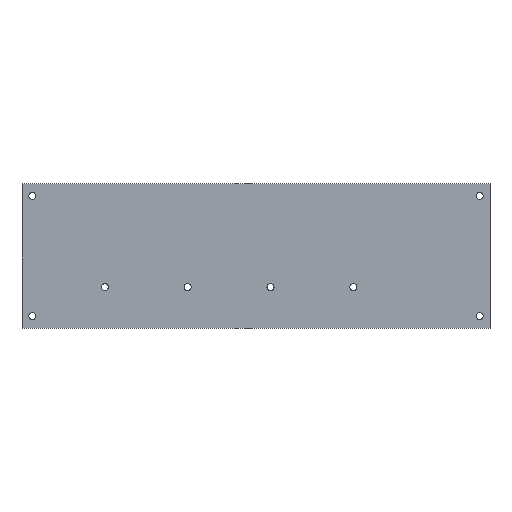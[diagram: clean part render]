
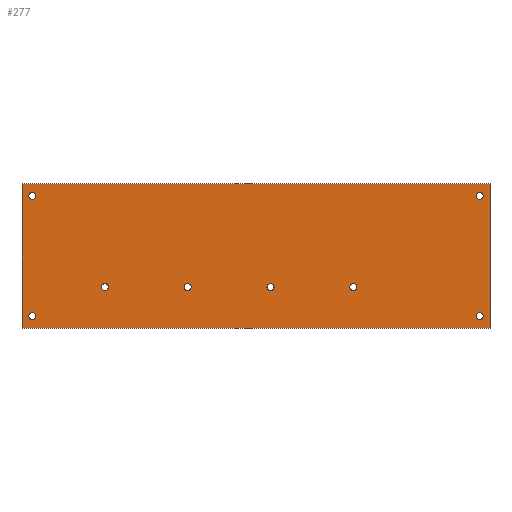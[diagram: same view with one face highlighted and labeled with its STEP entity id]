
A CAD part, top view. The second image highlights one B-rep face of the part: STEP entity #277.
In plain terms, the highlighted planar face has unit normal (0, 0, 1).
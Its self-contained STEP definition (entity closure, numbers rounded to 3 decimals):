
#23=FACE_BOUND('',#70,.T.);
#24=FACE_BOUND('',#71,.T.);
#25=FACE_BOUND('',#72,.T.);
#26=FACE_BOUND('',#73,.T.);
#27=FACE_BOUND('',#74,.T.);
#28=FACE_BOUND('',#75,.T.);
#29=FACE_BOUND('',#76,.T.);
#30=FACE_BOUND('',#77,.T.);
#39=CIRCLE('',#306,1.65);
#40=CIRCLE('',#307,1.65);
#41=CIRCLE('',#308,1.7);
#42=CIRCLE('',#309,1.7);
#43=CIRCLE('',#310,1.7);
#44=CIRCLE('',#311,1.7);
#45=CIRCLE('',#312,1.65);
#46=CIRCLE('',#313,1.65);
#55=FACE_OUTER_BOUND('',#69,.T.);
#69=EDGE_LOOP('',(#199,#200,#201,#202));
#70=EDGE_LOOP('',(#203));
#71=EDGE_LOOP('',(#204));
#72=EDGE_LOOP('',(#205));
#73=EDGE_LOOP('',(#206));
#74=EDGE_LOOP('',(#207));
#75=EDGE_LOOP('',(#208));
#76=EDGE_LOOP('',(#209));
#77=EDGE_LOOP('',(#210));
#99=LINE('',#421,#119);
#100=LINE('',#423,#120);
#101=LINE('',#425,#121);
#102=LINE('',#426,#122);
#119=VECTOR('',#339,1000.);
#120=VECTOR('',#340,1000.);
#121=VECTOR('',#341,1000.);
#122=VECTOR('',#342,1000.);
#139=VERTEX_POINT('',#419);
#140=VERTEX_POINT('',#420);
#141=VERTEX_POINT('',#422);
#142=VERTEX_POINT('',#424);
#143=VERTEX_POINT('',#427);
#144=VERTEX_POINT('',#429);
#145=VERTEX_POINT('',#431);
#146=VERTEX_POINT('',#433);
#147=VERTEX_POINT('',#435);
#148=VERTEX_POINT('',#437);
#149=VERTEX_POINT('',#439);
#150=VERTEX_POINT('',#441);
#163=EDGE_CURVE('',#139,#140,#99,.T.);
#164=EDGE_CURVE('',#139,#141,#100,.T.);
#165=EDGE_CURVE('',#141,#142,#101,.T.);
#166=EDGE_CURVE('',#140,#142,#102,.T.);
#167=EDGE_CURVE('',#143,#143,#39,.F.);
#168=EDGE_CURVE('',#144,#144,#40,.F.);
#169=EDGE_CURVE('',#145,#145,#41,.T.);
#170=EDGE_CURVE('',#146,#146,#42,.T.);
#171=EDGE_CURVE('',#147,#147,#43,.T.);
#172=EDGE_CURVE('',#148,#148,#44,.T.);
#173=EDGE_CURVE('',#149,#149,#45,.T.);
#174=EDGE_CURVE('',#150,#150,#46,.T.);
#199=ORIENTED_EDGE('',*,*,#163,.F.);
#200=ORIENTED_EDGE('',*,*,#164,.T.);
#201=ORIENTED_EDGE('',*,*,#165,.T.);
#202=ORIENTED_EDGE('',*,*,#166,.F.);
#203=ORIENTED_EDGE('',*,*,#167,.F.);
#204=ORIENTED_EDGE('',*,*,#168,.F.);
#205=ORIENTED_EDGE('',*,*,#169,.T.);
#206=ORIENTED_EDGE('',*,*,#170,.T.);
#207=ORIENTED_EDGE('',*,*,#171,.T.);
#208=ORIENTED_EDGE('',*,*,#172,.T.);
#209=ORIENTED_EDGE('',*,*,#173,.T.);
#210=ORIENTED_EDGE('',*,*,#174,.T.);
#271=PLANE('',#305);
#277=ADVANCED_FACE('',(#55,#23,#24,#25,#26,#27,#28,#29,#30),#271,.F.);
#305=AXIS2_PLACEMENT_3D('',#418,#337,#338);
#306=AXIS2_PLACEMENT_3D('',#428,#343,#344);
#307=AXIS2_PLACEMENT_3D('',#430,#345,#346);
#308=AXIS2_PLACEMENT_3D('',#432,#347,#348);
#309=AXIS2_PLACEMENT_3D('',#434,#349,#350);
#310=AXIS2_PLACEMENT_3D('',#436,#351,#352);
#311=AXIS2_PLACEMENT_3D('',#438,#353,#354);
#312=AXIS2_PLACEMENT_3D('',#440,#355,#356);
#313=AXIS2_PLACEMENT_3D('',#442,#357,#358);
#337=DIRECTION('center_axis',(0.,0.,-1.));
#338=DIRECTION('ref_axis',(-1.,0.,0.));
#339=DIRECTION('',(-1.,0.,0.));
#340=DIRECTION('',(0.,1.,0.));
#341=DIRECTION('',(-1.,0.,0.));
#342=DIRECTION('',(0.,1.,0.));
#343=DIRECTION('center_axis',(0.,0.,-1.));
#344=DIRECTION('ref_axis',(-1.,0.,0.));
#345=DIRECTION('center_axis',(0.,0.,-1.));
#346=DIRECTION('ref_axis',(-1.,0.,0.));
#347=DIRECTION('center_axis',(0.,0.,-1.));
#348=DIRECTION('ref_axis',(-1.,0.,0.));
#349=DIRECTION('center_axis',(0.,0.,-1.));
#350=DIRECTION('ref_axis',(-1.,0.,0.));
#351=DIRECTION('center_axis',(0.,0.,-1.));
#352=DIRECTION('ref_axis',(-1.,0.,0.));
#353=DIRECTION('center_axis',(0.,0.,-1.));
#354=DIRECTION('ref_axis',(-1.,0.,0.));
#355=DIRECTION('center_axis',(0.,0.,-1.));
#356=DIRECTION('ref_axis',(-1.,0.,0.));
#357=DIRECTION('center_axis',(0.,0.,-1.));
#358=DIRECTION('ref_axis',(-1.,0.,0.));
#418=CARTESIAN_POINT('Origin',(56.5,-35.002,4.));
#419=CARTESIAN_POINT('',(113.,-35.,4.));
#420=CARTESIAN_POINT('',(-113.,-35.,4.));
#421=CARTESIAN_POINT('',(56.5,-35.,4.));
#422=CARTESIAN_POINT('',(113.,35.,4.));
#423=CARTESIAN_POINT('',(113.,-35.002,4.));
#424=CARTESIAN_POINT('',(-113.,35.,4.));
#425=CARTESIAN_POINT('',(56.5,35.,4.));
#426=CARTESIAN_POINT('',(-113.,-35.002,4.));
#427=CARTESIAN_POINT('',(-106.35,-29.,4.));
#428=CARTESIAN_POINT('Origin',(-108.,-29.,4.));
#429=CARTESIAN_POINT('',(-106.35,29.,4.));
#430=CARTESIAN_POINT('Origin',(-108.,29.,4.));
#431=CARTESIAN_POINT('',(-71.3,-15.,4.));
#432=CARTESIAN_POINT('Origin',(-73.,-15.,4.));
#433=CARTESIAN_POINT('',(-31.3,-15.,4.));
#434=CARTESIAN_POINT('Origin',(-33.,-15.,4.));
#435=CARTESIAN_POINT('',(8.7,-15.,4.));
#436=CARTESIAN_POINT('Origin',(7.,-15.,4.));
#437=CARTESIAN_POINT('',(48.7,-15.,4.));
#438=CARTESIAN_POINT('Origin',(47.,-15.,4.));
#439=CARTESIAN_POINT('',(109.65,-29.,4.));
#440=CARTESIAN_POINT('Origin',(108.,-29.,4.));
#441=CARTESIAN_POINT('',(109.65,29.,4.));
#442=CARTESIAN_POINT('Origin',(108.,29.,4.));
